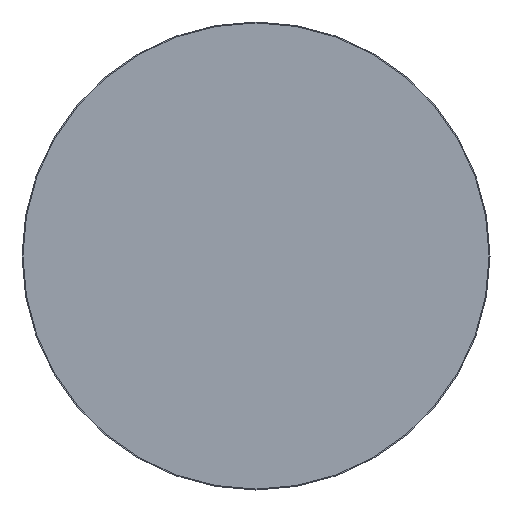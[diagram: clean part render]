
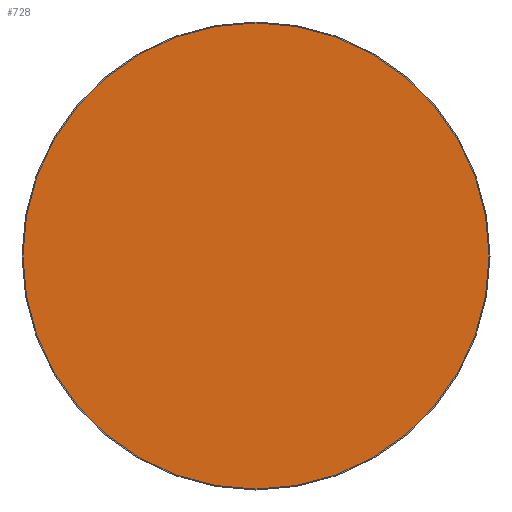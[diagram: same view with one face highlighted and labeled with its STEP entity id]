
A CAD part, front view. The second image highlights one B-rep face of the part: STEP entity #728.
In plain terms, the highlighted planar face has unit normal (0, -1, 0).
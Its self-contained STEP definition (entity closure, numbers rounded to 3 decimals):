
#162 = DIRECTION ( 'NONE',  ( 1., 0., 0. ) ) ;
#475 = CIRCLE ( 'NONE', #724, 49.8 ) ;
#552 = CARTESIAN_POINT ( 'NONE',  ( 0., 0., 0. ) ) ;
#562 = AXIS2_PLACEMENT_3D ( 'NONE', #747, #1669, #1268 ) ;
#567 = DIRECTION ( 'NONE',  ( -1., 0., 0. ) ) ;
#724 = AXIS2_PLACEMENT_3D ( 'NONE', #552, #1351, #162 ) ;
#728 = ADVANCED_FACE ( 'NONE', ( #834 ), #842, .F. ) ;
#747 = CARTESIAN_POINT ( 'NONE',  ( 0., 0., 0. ) ) ;
#820 = CARTESIAN_POINT ( 'NONE',  ( 49.8, 0., 0. ) ) ;
#821 = ORIENTED_EDGE ( 'NONE', *, *, #1263, .T. ) ;
#834 = FACE_OUTER_BOUND ( 'NONE', #1422, .T. ) ;
#842 = PLANE ( 'NONE',  #1249 ) ;
#920 = CARTESIAN_POINT ( 'NONE',  ( -49.8, 0., 0. ) ) ;
#944 = CIRCLE ( 'NONE', #562, 49.8 ) ;
#1037 = ORIENTED_EDGE ( 'NONE', *, *, #1676, .T. ) ;
#1143 = VERTEX_POINT ( 'NONE', #920 ) ;
#1221 = CARTESIAN_POINT ( 'NONE',  ( 0., 0., 0. ) ) ;
#1249 = AXIS2_PLACEMENT_3D ( 'NONE', #1221, #1355, #567 ) ;
#1263 = EDGE_CURVE ( 'NONE', #1648, #1143, #944, .T. ) ;
#1268 = DIRECTION ( 'NONE',  ( 1., 0., 0. ) ) ;
#1351 = DIRECTION ( 'NONE',  ( 0., -1., 0. ) ) ;
#1355 = DIRECTION ( 'NONE',  ( 0., 1., 0. ) ) ;
#1422 = EDGE_LOOP ( 'NONE', ( #821, #1037 ) ) ;
#1648 = VERTEX_POINT ( 'NONE', #820 ) ;
#1669 = DIRECTION ( 'NONE',  ( 0., -1., 0. ) ) ;
#1676 = EDGE_CURVE ( 'NONE', #1143, #1648, #475, .T. ) ;
